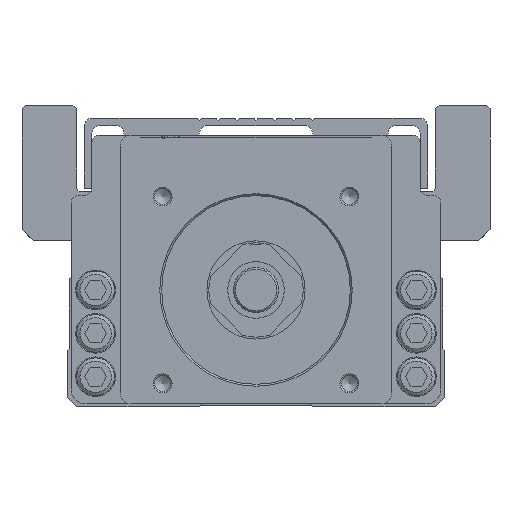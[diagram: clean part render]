
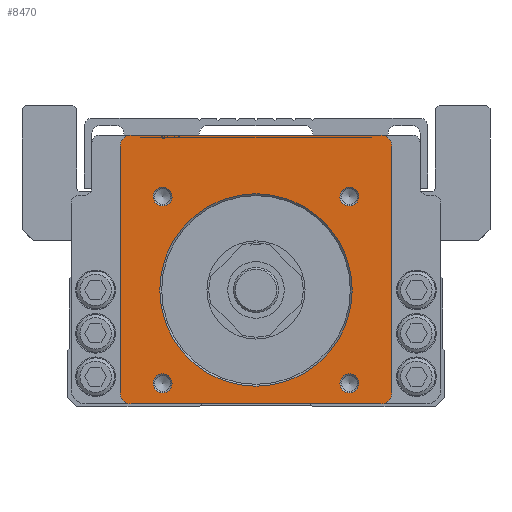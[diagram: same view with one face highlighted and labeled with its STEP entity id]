
A CAD part, front view. The second image highlights one B-rep face of the part: STEP entity #8470.
In plain terms, the highlighted planar face has unit normal (0, -1, 0).
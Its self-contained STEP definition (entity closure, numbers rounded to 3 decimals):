
#1076=PLANE('',#26169);
#4184=LINE('',#40064,#6589);
#4185=LINE('',#40065,#6590);
#4186=LINE('',#40069,#6591);
#4187=LINE('',#40073,#6592);
#6589=VECTOR('',#31843,1.);
#6590=VECTOR('',#31844,1.);
#6591=VECTOR('',#31847,1.);
#6592=VECTOR('',#31850,1.);
#8470=ADVANCED_FACE('',(#9588,#9589,#9590,#9591,#9592,#9593),#1076,.T.);
#9588=FACE_BOUND('',#11276,.T.);
#9589=FACE_BOUND('',#11277,.T.);
#9590=FACE_BOUND('',#11278,.T.);
#9591=FACE_BOUND('',#11279,.T.);
#9592=FACE_BOUND('',#11280,.T.);
#9593=FACE_BOUND('',#11281,.T.);
#11276=EDGE_LOOP('',(#16684));
#11277=EDGE_LOOP('',(#16685));
#11278=EDGE_LOOP('',(#16686));
#11279=EDGE_LOOP('',(#16687));
#11280=EDGE_LOOP('',(#16688));
#11281=EDGE_LOOP('',(#16689,#16690,#16691,#16692,#16693,#16694,#16695,#16696));
#16684=ORIENTED_EDGE('',*,*,#22267,.T.);
#16685=ORIENTED_EDGE('',*,*,#23091,.T.);
#16686=ORIENTED_EDGE('',*,*,#23094,.T.);
#16687=ORIENTED_EDGE('',*,*,#23097,.T.);
#16688=ORIENTED_EDGE('',*,*,#23100,.T.);
#16689=ORIENTED_EDGE('',*,*,#23103,.T.);
#16690=ORIENTED_EDGE('',*,*,#23001,.T.);
#16691=ORIENTED_EDGE('',*,*,#23104,.T.);
#16692=ORIENTED_EDGE('',*,*,#23105,.T.);
#16693=ORIENTED_EDGE('',*,*,#23106,.T.);
#16694=ORIENTED_EDGE('',*,*,#23107,.T.);
#16695=ORIENTED_EDGE('',*,*,#23108,.T.);
#16696=ORIENTED_EDGE('',*,*,#22997,.T.);
#19470=VERTEX_POINT('',#37649);
#19975=VERTEX_POINT('',#39761);
#19976=VERTEX_POINT('',#39763);
#19979=VERTEX_POINT('',#39770);
#19980=VERTEX_POINT('',#39772);
#20052=VERTEX_POINT('',#40024);
#20056=VERTEX_POINT('',#40034);
#20060=VERTEX_POINT('',#40044);
#20064=VERTEX_POINT('',#40054);
#20068=VERTEX_POINT('',#40066);
#20069=VERTEX_POINT('',#40068);
#20070=VERTEX_POINT('',#40070);
#20071=VERTEX_POINT('',#40072);
#22267=EDGE_CURVE('',#19470,#19470,#24215,.T.);
#22997=EDGE_CURVE('',#19976,#19975,#24317,.T.);
#23001=EDGE_CURVE('',#19980,#19979,#24319,.T.);
#23091=EDGE_CURVE('',#20052,#20052,#24347,.T.);
#23094=EDGE_CURVE('',#20056,#20056,#24350,.T.);
#23097=EDGE_CURVE('',#20060,#20060,#24353,.T.);
#23100=EDGE_CURVE('',#20064,#20064,#24356,.T.);
#23103=EDGE_CURVE('',#19975,#19980,#4184,.T.);
#23104=EDGE_CURVE('',#19979,#20068,#4185,.T.);
#23105=EDGE_CURVE('',#20068,#20069,#24359,.T.);
#23106=EDGE_CURVE('',#20069,#20070,#4186,.T.);
#23107=EDGE_CURVE('',#20070,#20071,#24360,.T.);
#23108=EDGE_CURVE('',#20071,#19976,#4187,.T.);
#24215=CIRCLE('',#25684,25.5);
#24317=CIRCLE('',#26082,3.);
#24319=CIRCLE('',#26085,3.);
#24347=CIRCLE('',#26142,2.5);
#24350=CIRCLE('',#26148,2.5);
#24353=CIRCLE('',#26154,2.5);
#24356=CIRCLE('',#26160,2.5);
#24359=CIRCLE('',#26167,3.);
#24360=CIRCLE('',#26168,3.);
#25684=AXIS2_PLACEMENT_3D('',#37648,#30220,#30221);
#26082=AXIS2_PLACEMENT_3D('',#39762,#31620,#31621);
#26085=AXIS2_PLACEMENT_3D('',#39771,#31628,#31629);
#26142=AXIS2_PLACEMENT_3D('',#40023,#31793,#31794);
#26148=AXIS2_PLACEMENT_3D('',#40033,#31805,#31806);
#26154=AXIS2_PLACEMENT_3D('',#40043,#31817,#31818);
#26160=AXIS2_PLACEMENT_3D('',#40053,#31829,#31830);
#26167=AXIS2_PLACEMENT_3D('',#40067,#31845,#31846);
#26168=AXIS2_PLACEMENT_3D('',#40071,#31848,#31849);
#26169=AXIS2_PLACEMENT_3D('',#40074,#31851,#31852);
#30220=DIRECTION('',(0.,1.,0.));
#30221=DIRECTION('',(0.,0.,-1.));
#31620=DIRECTION('',(0.,-1.,0.));
#31621=DIRECTION('',(0.,0.,-1.));
#31628=DIRECTION('',(0.,-1.,0.));
#31629=DIRECTION('',(0.,0.,-1.));
#31793=DIRECTION('',(0.,1.,0.));
#31794=DIRECTION('',(0.,0.,-1.));
#31805=DIRECTION('',(0.,1.,0.));
#31806=DIRECTION('',(0.,0.,-1.));
#31817=DIRECTION('',(0.,1.,0.));
#31818=DIRECTION('',(0.,0.,-1.));
#31829=DIRECTION('',(0.,1.,0.));
#31830=DIRECTION('',(0.,0.,-1.));
#31843=DIRECTION('',(1.,0.,0.));
#31844=DIRECTION('',(0.,0.,1.));
#31845=DIRECTION('',(0.,-1.,0.));
#31846=DIRECTION('',(0.,0.,-1.));
#31847=DIRECTION('',(-1.,0.,0.));
#31848=DIRECTION('',(0.,-1.,0.));
#31849=DIRECTION('',(0.,0.,-1.));
#31850=DIRECTION('',(0.,0.,-1.));
#31851=DIRECTION('',(0.,-1.,0.));
#31852=DIRECTION('',(0.,0.,1.));
#37648=CARTESIAN_POINT('',(0.,-299.9,-24.));
#37649=CARTESIAN_POINT('',(0.,-299.9,-49.5));
#39761=CARTESIAN_POINT('',(-33.,-299.9,-54.2));
#39762=CARTESIAN_POINT('',(-33.,-299.9,-51.2));
#39763=CARTESIAN_POINT('',(-36.,-299.9,-51.2));
#39770=CARTESIAN_POINT('',(36.,-299.9,-51.2));
#39771=CARTESIAN_POINT('',(33.,-299.9,-51.2));
#39772=CARTESIAN_POINT('',(33.,-299.9,-54.2));
#40023=CARTESIAN_POINT('',(-24.749,-299.9,-48.749));
#40024=CARTESIAN_POINT('',(-24.749,-299.9,-51.249));
#40033=CARTESIAN_POINT('',(-24.749,-299.9,0.749));
#40034=CARTESIAN_POINT('',(-24.749,-299.9,-1.751));
#40043=CARTESIAN_POINT('',(24.749,-299.9,0.749));
#40044=CARTESIAN_POINT('',(24.749,-299.9,-1.751));
#40053=CARTESIAN_POINT('',(24.749,-299.9,-48.749));
#40054=CARTESIAN_POINT('',(24.749,-299.9,-51.249));
#40064=CARTESIAN_POINT('',(-49.,-299.9,-54.2));
#40065=CARTESIAN_POINT('',(36.,-299.9,-54.5));
#40066=CARTESIAN_POINT('',(36.,-299.9,14.));
#40067=CARTESIAN_POINT('',(33.,-299.9,14.));
#40068=CARTESIAN_POINT('',(33.,-299.9,17.));
#40069=CARTESIAN_POINT('',(33.,-299.9,17.));
#40070=CARTESIAN_POINT('',(-33.,-299.9,17.));
#40071=CARTESIAN_POINT('',(-33.,-299.9,14.));
#40072=CARTESIAN_POINT('',(-36.,-299.9,14.));
#40073=CARTESIAN_POINT('',(-36.,-299.9,12.));
#40074=CARTESIAN_POINT('',(-33.,-299.9,12.));
